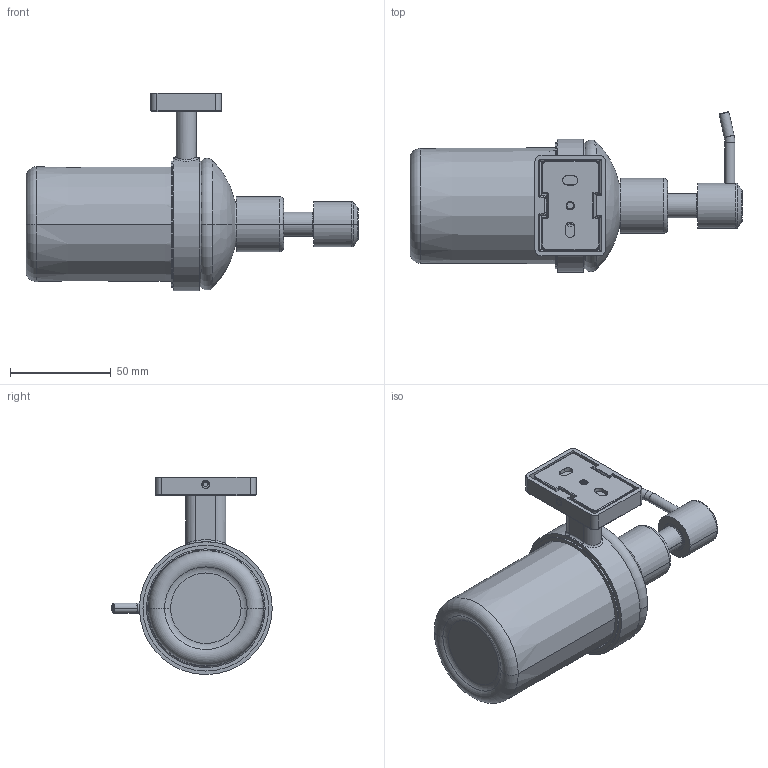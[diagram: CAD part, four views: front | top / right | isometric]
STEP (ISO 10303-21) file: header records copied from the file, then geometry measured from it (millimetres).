
FILE_DESCRIPTION((''),'2;1');
FILE_NAME('NV022-15B_ASM_ASM','2021-05-02T',('Administrator'),(''),'PRO/ENGINEER BY PARAMETRIC TECHNOLOGY CORPORATION, 2009440','PRO/ENGINEER BY PARAMETRIC TECHNOLOGY CORPORATION, 2009440','');
FILE_SCHEMA(('CONFIG_CONTROL_DESIGN'));
Length unit declared in the file: millimetre
Products named in the file (17): PRT0001; PRT0002; PRT0005; PRT0006; PRT0007; PRT0008; PRT0009; ASM0003_ASM_ASM; PRT0010; PRT0011; ASM0004_ASM_ASM; PRT0012; PRT0013; PRT0014; ASM0002_ASM_ASM; ASM0001_ASM_ASM; NV022-15B_ASM_ASM
Assembly tree (17 placements, depth 5):
  NV022-15B_ASM_ASM
    ASM0001_ASM_ASM
      ASM0002_ASM_ASM
        PRT0001
        PRT0002
        PRT0005
        PRT0006
        PRT0007
        ASM0003_ASM_ASM
          PRT0008
          PRT0009
        ASM0004_ASM_ASM
          PRT0010
          PRT0011
        PRT0012  x2
        PRT0013
        PRT0014
Bounding box: 165 x 79.73 x 98 mm (x, y, z)
Volume: 107787.2 mm3; surface area: 78771.2 mm2
Topology: 13 solids, 13 shells, 609 faces, 1608 edges, 1034 vertices
Faces by surface type: cylinder 187, plane 180, bspline 78, extrusion 57, torus 54, cone 49, sphere 4
Entity records: 25562 total; most frequent: CARTESIAN_POINT 11974, ORIENTED_EDGE 2936, DIRECTION 2518, EDGE_CURVE 1468, VERTEX_POINT 946, AXIS2_PLACEMENT_3D 935, VECTOR 648, EDGE_LOOP 602
